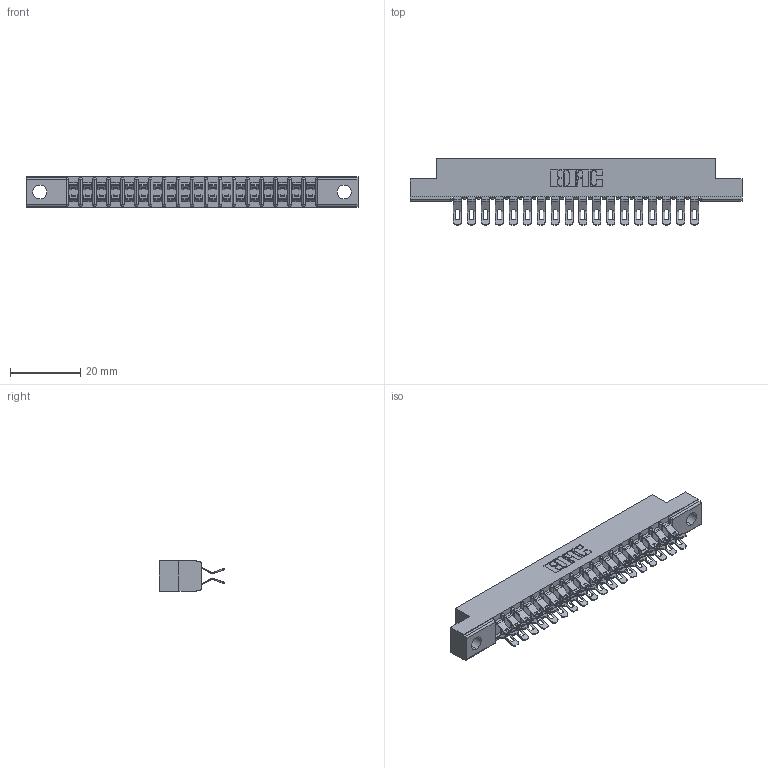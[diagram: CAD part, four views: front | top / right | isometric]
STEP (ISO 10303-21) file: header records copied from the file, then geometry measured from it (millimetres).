
FILE_DESCRIPTION (( 'STEP AP203' ), '1' );
FILE_NAME ('357-036-555-202.STEP', '2018-08-10T06:34:07', ( '' ), ( '' ), 'SwSTEP 2.0', 'SolidWorks 2016', '' );
FILE_SCHEMA (( 'CONFIG_CONTROL_DESIGN' ));
Length unit declared in the file: inch
Products named in the file (3): 307 Part_.128 Dia Mounting Holes; 307-290-001_555; 357-036-555-202
Assembly tree (37 placements, depth 2):
  357-036-555-202
    307 Part_.128 Dia Mounting Holes
    307-290-001_555  x36
Bounding box: 94.34 x 18.75 x 8.71 mm (x, y, z)
Volume: 6190.4 mm3; surface area: 11164.4 mm2
Topology: 37 solids, 37 shells, 2333 faces, 6839 edges, 4458 vertices
Faces by surface type: plane 1294, cylinder 1001, sphere 38
Entity records: 19505 total; most frequent: CARTESIAN_POINT 3202, ORIENTED_EDGE 3172, DIRECTION 3154, EDGE_CURVE 1586, LINE 1194, VECTOR 1194, VERTEX_POINT 1028, AXIS2_PLACEMENT_3D 980
